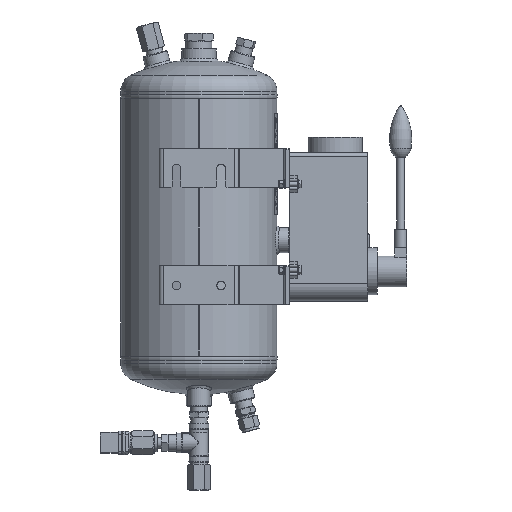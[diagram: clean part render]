
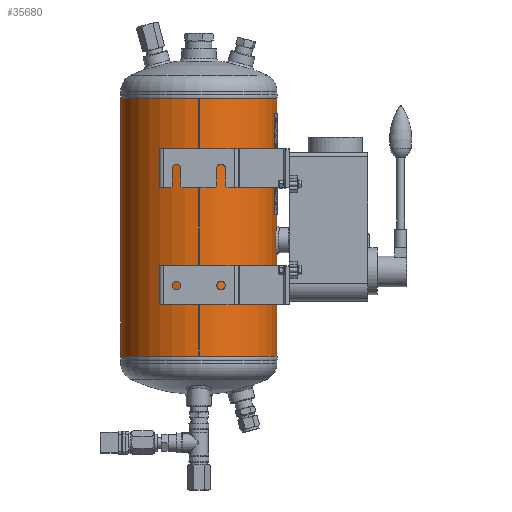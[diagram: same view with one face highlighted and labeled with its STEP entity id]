
A CAD part, left-side view. The second image highlights one B-rep face of the part: STEP entity #35680.
In plain terms, the highlighted cylindrical face has radius 100 mm (diameter 200 mm), a partial arc.
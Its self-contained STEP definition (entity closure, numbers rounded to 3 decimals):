
#2386=LINE('',#56112,#4670);
#2387=LINE('',#56117,#4671);
#2388=LINE('',#56121,#4672);
#2389=LINE('',#56125,#4673);
#4670=VECTOR('',#47127,1000.);
#4671=VECTOR('',#47130,1000.);
#4672=VECTOR('',#47133,1000.);
#4673=VECTOR('',#47136,1000.);
#6954=CIRCLE('',#43810,100.);
#6955=CIRCLE('',#43811,100.);
#6956=CIRCLE('',#43812,100.);
#6957=CIRCLE('',#43813,100.);
#8059=ORIENTED_EDGE('',*,*,#18485,.T.);
#8060=ORIENTED_EDGE('',*,*,#18486,.T.);
#8061=ORIENTED_EDGE('',*,*,#18487,.T.);
#8062=ORIENTED_EDGE('',*,*,#18488,.F.);
#8063=ORIENTED_EDGE('',*,*,#18489,.F.);
#8064=ORIENTED_EDGE('',*,*,#18490,.F.);
#8065=ORIENTED_EDGE('',*,*,#18491,.F.);
#8066=ORIENTED_EDGE('',*,*,#18492,.T.);
#8067=ORIENTED_EDGE('',*,*,#18493,.T.);
#8068=ORIENTED_EDGE('',*,*,#18494,.F.);
#8069=ORIENTED_EDGE('',*,*,#18495,.F.);
#18485=EDGE_CURVE('',#23698,#23698,#27361,.T.);
#18486=EDGE_CURVE('',#23699,#23699,#27362,.T.);
#18487=EDGE_CURVE('',#23700,#23700,#27363,.T.);
#18488=EDGE_CURVE('',#23701,#23702,#2386,.T.);
#18489=EDGE_CURVE('',#23703,#23701,#6954,.T.);
#18490=EDGE_CURVE('',#23704,#23703,#2387,.F.);
#18491=EDGE_CURVE('',#23705,#23704,#6955,.T.);
#18492=EDGE_CURVE('',#23705,#23706,#2388,.T.);
#18493=EDGE_CURVE('',#23706,#23707,#6956,.T.);
#18494=EDGE_CURVE('',#23708,#23707,#2389,.T.);
#18495=EDGE_CURVE('',#23702,#23708,#6957,.T.);
#23698=VERTEX_POINT('',#56087);
#23699=VERTEX_POINT('',#56099);
#23700=VERTEX_POINT('',#56111);
#23701=VERTEX_POINT('',#56113);
#23702=VERTEX_POINT('',#56114);
#23703=VERTEX_POINT('',#56116);
#23704=VERTEX_POINT('',#56118);
#23705=VERTEX_POINT('',#56120);
#23706=VERTEX_POINT('',#56122);
#23707=VERTEX_POINT('',#56124);
#23708=VERTEX_POINT('',#56126);
#27361=B_SPLINE_CURVE_WITH_KNOTS('',3,(#56068,#56069,#56070,#56071,#56072,
#56073,#56074,#56075,#56076,#56077,#56078,#56079,#56080,#56081,#56082,#56083,
#56084,#56085,#56086),.UNSPECIFIED.,.T.,.F.,(1,1,1,1,1,1,1,1,1,1,1,1,1,
1,1,1,1,1,1,1,1,1,1),(-0.018,-0.012,-0.006,
0.,0.006,0.012,0.018,0.023,
0.029,0.035,0.041,0.047,
0.053,0.059,0.065,0.07,
0.076,0.082,0.088,0.094,
0.1,0.106,0.112),.UNSPECIFIED.);
#27362=B_SPLINE_CURVE_WITH_KNOTS('',3,(#56088,#56089,#56090,#56091,#56092,
#56093,#56094,#56095,#56096,#56097,#56098),.UNSPECIFIED.,.T.,.F.,(1,1,1,
1,1,1,1,1,1,1,1,1,1,1,1),(-0.012,-0.008,-0.004,
0.,0.004,0.008,0.012,
0.016,0.02,0.023,0.027,
0.031,0.035,0.039,0.043),
 .UNSPECIFIED.);
#27363=B_SPLINE_CURVE_WITH_KNOTS('',3,(#56100,#56101,#56102,#56103,#56104,
#56105,#56106,#56107,#56108,#56109,#56110),.UNSPECIFIED.,.T.,.F.,(1,1,1,
1,1,1,1,1,1,1,1,1,1,1,1),(-0.012,-0.008,-0.004,
0.,0.004,0.008,0.012,
0.016,0.02,0.023,0.027,
0.031,0.035,0.039,0.043),
 .UNSPECIFIED.);
#29164=EDGE_LOOP('',(#8059));
#29165=EDGE_LOOP('',(#8060));
#29166=EDGE_LOOP('',(#8061));
#29167=EDGE_LOOP('',(#8062,#8063,#8064,#8065,#8066,#8067,#8068,#8069));
#32151=FACE_BOUND('',#29164,.T.);
#32152=FACE_BOUND('',#29165,.T.);
#32153=FACE_BOUND('',#29166,.T.);
#32154=FACE_BOUND('',#29167,.T.);
#35136=CYLINDRICAL_SURFACE('',#43809,100.);
#35680=ADVANCED_FACE('',(#32151,#32152,#32153,#32154),#35136,.T.);
#43809=AXIS2_PLACEMENT_3D('',#56067,#47125,#47126);
#43810=AXIS2_PLACEMENT_3D('',#56115,#47128,#47129);
#43811=AXIS2_PLACEMENT_3D('',#56119,#47131,#47132);
#43812=AXIS2_PLACEMENT_3D('',#56123,#47134,#47135);
#43813=AXIS2_PLACEMENT_3D('',#56127,#47137,#47138);
#47125=DIRECTION('',(0.,-1.,0.));
#47126=DIRECTION('',(0.,0.,-1.));
#47127=DIRECTION('',(0.,-1.,0.));
#47128=DIRECTION('',(0.,1.,0.));
#47129=DIRECTION('',(1.,0.,0.));
#47130=DIRECTION('',(0.,-1.,0.));
#47131=DIRECTION('',(0.,-1.,0.));
#47132=DIRECTION('',(1.,0.,0.));
#47133=DIRECTION('',(0.,-1.,0.));
#47134=DIRECTION('',(0.,1.,0.));
#47135=DIRECTION('',(1.,0.,0.));
#47136=DIRECTION('',(0.,-1.,0.));
#47137=DIRECTION('',(0.,-1.,0.));
#47138=DIRECTION('',(1.,0.,0.));
#56067=CARTESIAN_POINT('',(0.,330.,0.));
#56068=CARTESIAN_POINT('',(-98.994,187.429,14.208));
#56069=CARTESIAN_POINT('',(-98.806,181.503,15.395));
#56070=CARTESIAN_POINT('',(-98.993,175.608,14.214));
#56071=CARTESIAN_POINT('',(-99.436,170.625,10.88));
#56072=CARTESIAN_POINT('',(-99.878,167.295,5.9));
#56073=CARTESIAN_POINT('',(-100.061,166.117,0.009));
#56074=CARTESIAN_POINT('',(-99.879,167.288,-5.887));
#56075=CARTESIAN_POINT('',(-99.437,170.623,-10.879));
#56076=CARTESIAN_POINT('',(-98.992,175.61,-14.215));
#56077=CARTESIAN_POINT('',(-98.807,181.503,-15.391));
#56078=CARTESIAN_POINT('',(-98.992,187.396,-14.219));
#56079=CARTESIAN_POINT('',(-99.435,192.379,-10.892));
#56080=CARTESIAN_POINT('',(-99.877,195.718,-5.914));
#56081=CARTESIAN_POINT('',(-100.061,196.901,-0.013));
#56082=CARTESIAN_POINT('',(-99.878,195.728,5.889));
#56083=CARTESIAN_POINT('',(-99.437,192.395,10.874));
#56084=CARTESIAN_POINT('',(-98.994,187.429,14.208));
#56085=CARTESIAN_POINT('',(-98.806,181.503,15.395));
#56086=CARTESIAN_POINT('',(-98.993,175.608,14.214));
#56087=CARTESIAN_POINT('',(-98.869,181.508,15.));
#56088=CARTESIAN_POINT('',(3.922,158.915,-99.937));
#56089=CARTESIAN_POINT('',(-0.001,160.542,-100.031));
#56090=CARTESIAN_POINT('',(-3.918,158.916,-99.937));
#56091=CARTESIAN_POINT('',(-5.54,155.004,-99.844));
#56092=CARTESIAN_POINT('',(-3.921,151.083,-99.937));
#56093=CARTESIAN_POINT('',(-0.001,149.46,-100.031));
#56094=CARTESIAN_POINT('',(3.913,151.078,-99.938));
#56095=CARTESIAN_POINT('',(5.541,154.994,-99.844));
#56096=CARTESIAN_POINT('',(3.922,158.915,-99.937));
#56097=CARTESIAN_POINT('',(-0.001,160.542,-100.031));
#56098=CARTESIAN_POINT('',(-3.918,158.916,-99.937));
#56099=CARTESIAN_POINT('',(0.,160.,-100.));
#56100=CARTESIAN_POINT('',(3.922,48.915,-99.937));
#56101=CARTESIAN_POINT('',(-0.001,50.542,-100.031));
#56102=CARTESIAN_POINT('',(-3.918,48.916,-99.937));
#56103=CARTESIAN_POINT('',(-5.54,45.004,-99.844));
#56104=CARTESIAN_POINT('',(-3.921,41.083,-99.937));
#56105=CARTESIAN_POINT('',(-0.001,39.46,-100.031));
#56106=CARTESIAN_POINT('',(3.913,41.078,-99.938));
#56107=CARTESIAN_POINT('',(5.541,44.994,-99.844));
#56108=CARTESIAN_POINT('',(3.922,48.915,-99.937));
#56109=CARTESIAN_POINT('',(-0.001,50.542,-100.031));
#56110=CARTESIAN_POINT('',(-3.918,48.916,-99.937));
#56111=CARTESIAN_POINT('',(0.,50.,-100.));
#56112=CARTESIAN_POINT('',(-0.241,165.,100.));
#56113=CARTESIAN_POINT('',(-0.241,330.,100.));
#56114=CARTESIAN_POINT('',(-0.241,265.,100.));
#56115=CARTESIAN_POINT('',(0.,330.,0.));
#56116=CARTESIAN_POINT('',(0.241,330.,100.));
#56117=CARTESIAN_POINT('',(0.241,165.,100.));
#56118=CARTESIAN_POINT('',(0.241,265.,100.));
#56119=CARTESIAN_POINT('',(0.,265.,0.));
#56120=CARTESIAN_POINT('',(0.254,265.,100.));
#56121=CARTESIAN_POINT('',(0.254,265.,100.));
#56122=CARTESIAN_POINT('',(0.254,0.,100.));
#56123=CARTESIAN_POINT('',(0.,0.,0.));
#56124=CARTESIAN_POINT('',(-0.254,0.,100.));
#56125=CARTESIAN_POINT('',(-0.254,265.,100.));
#56126=CARTESIAN_POINT('',(-0.254,265.,100.));
#56127=CARTESIAN_POINT('',(0.,265.,0.));
